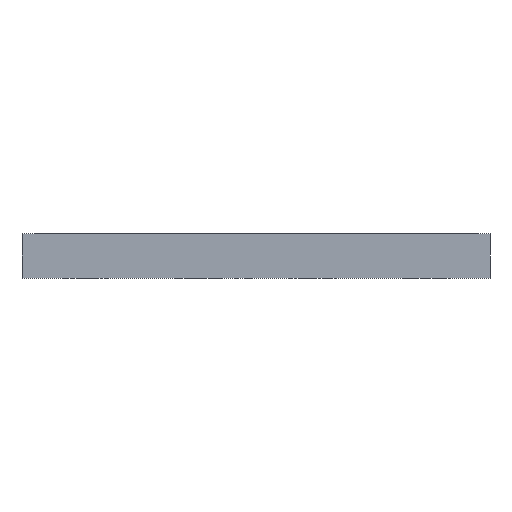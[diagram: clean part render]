
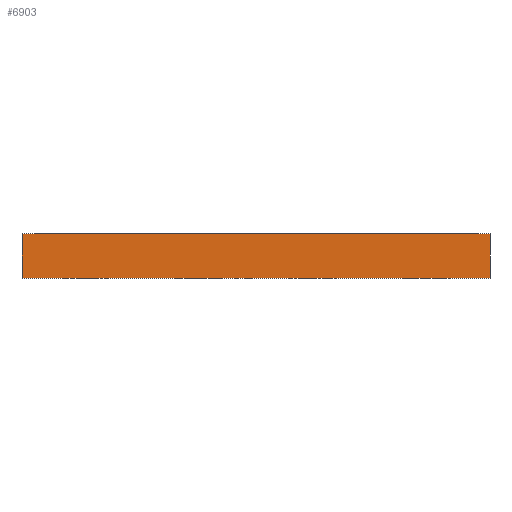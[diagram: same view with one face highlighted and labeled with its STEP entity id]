
A CAD part, front view. The second image highlights one B-rep face of the part: STEP entity #6903.
In plain terms, the highlighted planar face has unit normal (0, -1, 0).
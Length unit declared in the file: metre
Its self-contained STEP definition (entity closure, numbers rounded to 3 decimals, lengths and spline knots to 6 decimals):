
#329=LINE('',#10308,#1121);
#332=LINE('',#10314,#1124);
#333=LINE('',#10316,#1125);
#334=LINE('',#10318,#1126);
#1121=VECTOR('',#8279,1.);
#1124=VECTOR('',#8284,1.);
#1125=VECTOR('',#8285,1.);
#1126=VECTOR('',#8286,1.);
#1979=ORIENTED_EDGE('',*,*,#3819,.T.);
#1980=ORIENTED_EDGE('',*,*,#3820,.F.);
#1981=ORIENTED_EDGE('',*,*,#3821,.F.);
#1982=ORIENTED_EDGE('',*,*,#3816,.T.);
#3816=EDGE_CURVE('',#4737,#4735,#329,.T.);
#3819=EDGE_CURVE('',#4735,#4739,#332,.T.);
#3820=EDGE_CURVE('',#4740,#4739,#333,.T.);
#3821=EDGE_CURVE('',#4737,#4740,#334,.T.);
#4735=VERTEX_POINT('',#10306);
#4737=VERTEX_POINT('',#10309);
#4739=VERTEX_POINT('',#10315);
#4740=VERTEX_POINT('',#10317);
#5331=EDGE_LOOP('',(#1979,#1980,#1981,#1982));
#5983=FACE_BOUND('',#5331,.T.);
#6572=PLANE('',#7374);
#6903=ADVANCED_FACE('',(#5983),#6572,.F.);
#7374=AXIS2_PLACEMENT_3D('',#10313,#8282,#8283);
#8279=DIRECTION('',(0.,0.,-1.));
#8282=DIRECTION('',(0.,1.,0.));
#8283=DIRECTION('',(0.,0.,1.));
#8284=DIRECTION('',(1.,0.,0.));
#8285=DIRECTION('',(0.,0.,-1.));
#8286=DIRECTION('',(1.,0.,0.));
#10306=CARTESIAN_POINT('',(-0.043537,-0.17495,0.));
#10308=CARTESIAN_POINT('',(-0.043537,-0.17495,0.002));
#10309=CARTESIAN_POINT('',(-0.043537,-0.17495,0.007));
#10313=CARTESIAN_POINT('',(-0.006537,-0.17495,0.002));
#10314=CARTESIAN_POINT('',(-0.006537,-0.17495,0.));
#10315=CARTESIAN_POINT('',(0.030463,-0.17495,0.));
#10316=CARTESIAN_POINT('',(0.030463,-0.17495,0.002));
#10317=CARTESIAN_POINT('',(0.030463,-0.17495,0.007));
#10318=CARTESIAN_POINT('',(-0.006537,-0.17495,0.007));
